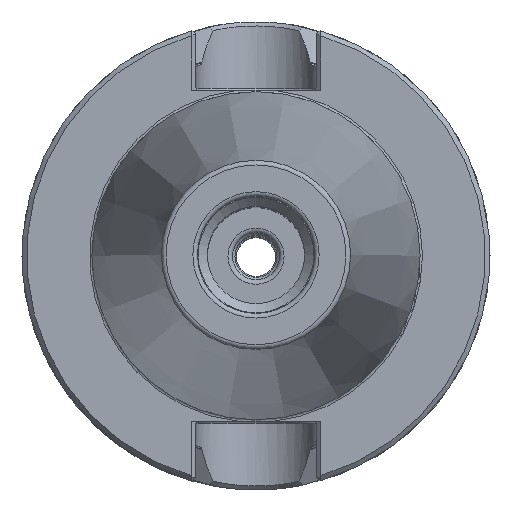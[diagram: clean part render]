
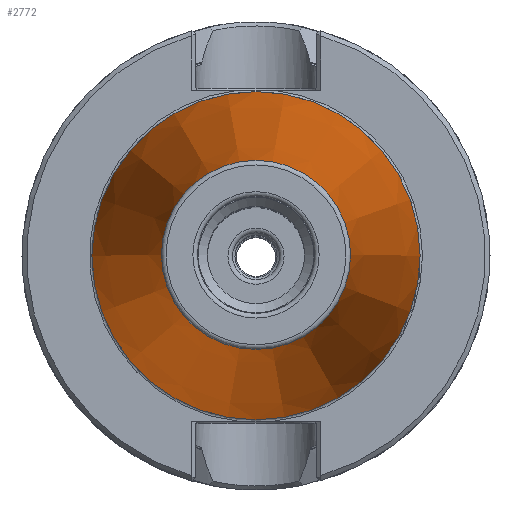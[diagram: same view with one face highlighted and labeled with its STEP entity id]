
A CAD part, top view. The second image highlights one B-rep face of the part: STEP entity #2772.
In plain terms, the highlighted conical face has half-angle 8.297 degrees and reference radius 20.204 mm.
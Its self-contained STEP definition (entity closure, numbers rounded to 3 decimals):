
#264=CONICAL_SURFACE('',#2946,20.204,0.145);
#342=ORIENTED_EDGE('',*,*,#778,.T.);
#343=ORIENTED_EDGE('',*,*,#777,.F.);
#777=EDGE_CURVE('',#1006,#1006,#1183,.T.);
#778=EDGE_CURVE('',#1007,#1007,#1184,.T.);
#1006=VERTEX_POINT('',#3820);
#1007=VERTEX_POINT('',#3823);
#1183=CIRCLE('',#2945,20.204);
#1184=CIRCLE('',#2947,35.065);
#1325=EDGE_LOOP('',(#342));
#1326=EDGE_LOOP('',(#343));
#1551=FACE_BOUND('',#1325,.T.);
#1552=FACE_BOUND('',#1326,.T.);
#2772=ADVANCED_FACE('',(#1551,#1552),#264,.T.);
#2945=AXIS2_PLACEMENT_3D('',#3819,#3259,#3260);
#2946=AXIS2_PLACEMENT_3D('',#3821,#3261,#3262);
#2947=AXIS2_PLACEMENT_3D('',#3822,#3263,#3264);
#3259=DIRECTION('',(0.,0.,1.));
#3260=DIRECTION('',(1.,0.,0.));
#3261=DIRECTION('',(0.,0.,-1.));
#3262=DIRECTION('',(-1.,0.,0.));
#3263=DIRECTION('',(0.,0.,1.));
#3264=DIRECTION('',(1.,0.,0.));
#3819=CARTESIAN_POINT('',(0.,0.,100.944));
#3820=CARTESIAN_POINT('',(20.204,0.,100.944));
#3821=CARTESIAN_POINT('',(0.,0.,100.944));
#3822=CARTESIAN_POINT('',(0.,0.,-0.963));
#3823=CARTESIAN_POINT('',(35.065,0.,-0.963));
